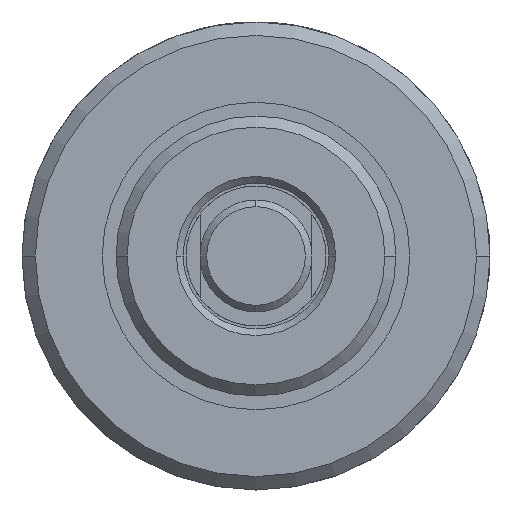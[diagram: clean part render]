
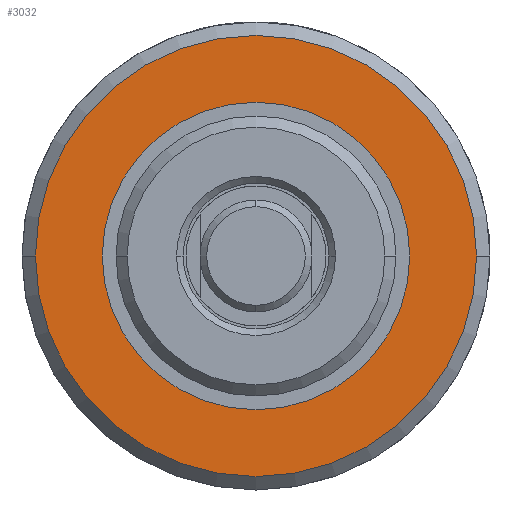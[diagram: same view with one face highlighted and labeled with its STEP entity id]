
A CAD part, left-side view. The second image highlights one B-rep face of the part: STEP entity #3032.
In plain terms, the highlighted planar face has unit normal (-1, 0, 0).
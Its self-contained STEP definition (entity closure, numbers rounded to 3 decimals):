
#21 = ORIENTED_EDGE ( 'NONE', *, *, #774, .T. ) ;
#435 = DIRECTION ( 'NONE',  ( 1., 0., 0. ) ) ;
#572 = CIRCLE ( 'NONE', #2268, 17.437 ) ;
#774 = EDGE_CURVE ( 'NONE', #4689, #1805, #572, .T. ) ;
#787 = AXIS2_PLACEMENT_3D ( 'NONE', #4414, #4905, #4101 ) ;
#891 = FACE_BOUND ( 'NONE', #2008, .T. ) ;
#926 = DIRECTION ( 'NONE',  ( 1., 0., 0. ) ) ;
#1286 = DIRECTION ( 'NONE',  ( 1., 0., 0. ) ) ;
#1288 = CIRCLE ( 'NONE', #2526, 17.437 ) ;
#1579 = ORIENTED_EDGE ( 'NONE', *, *, #4193, .F. ) ;
#1771 = FACE_OUTER_BOUND ( 'NONE', #5217, .T. ) ;
#1802 = DIRECTION ( 'NONE',  ( 0., 0., -1. ) ) ;
#1805 = VERTEX_POINT ( 'NONE', #3748 ) ;
#1808 = CARTESIAN_POINT ( 'NONE',  ( 20.574, 0., 0. ) ) ;
#2008 = EDGE_LOOP ( 'NONE', ( #3179, #21 ) ) ;
#2129 = DIRECTION ( 'NONE',  ( 0., 0., -1. ) ) ;
#2145 = DIRECTION ( 'NONE',  ( 0., 0., -1. ) ) ;
#2268 = AXIS2_PLACEMENT_3D ( 'NONE', #4781, #926, #1802 ) ;
#2526 = AXIS2_PLACEMENT_3D ( 'NONE', #4263, #435, #2145 ) ;
#2586 = PLANE ( 'NONE',  #4456 ) ;
#2674 = EDGE_CURVE ( 'NONE', #5397, #4887, #3190, .T. ) ;
#3032 = ADVANCED_FACE ( 'NONE', ( #1771, #891 ), #2586, .F. ) ;
#3072 = AXIS2_PLACEMENT_3D ( 'NONE', #1808, #3448, #3841 ) ;
#3179 = ORIENTED_EDGE ( 'NONE', *, *, #4991, .T. ) ;
#3190 = CIRCLE ( 'NONE', #787, 25.019 ) ;
#3448 = DIRECTION ( 'NONE',  ( 1., 0., 0. ) ) ;
#3748 = CARTESIAN_POINT ( 'NONE',  ( 20.574, 0., -17.437 ) ) ;
#3795 = CARTESIAN_POINT ( 'NONE',  ( 20.574, 0., 25.019 ) ) ;
#3799 = CIRCLE ( 'NONE', #3072, 25.019 ) ;
#3841 = DIRECTION ( 'NONE',  ( 0., 0., -1. ) ) ;
#4101 = DIRECTION ( 'NONE',  ( 0., 0., -1. ) ) ;
#4193 = EDGE_CURVE ( 'NONE', #4887, #5397, #3799, .T. ) ;
#4263 = CARTESIAN_POINT ( 'NONE',  ( 20.574, 0., 0. ) ) ;
#4414 = CARTESIAN_POINT ( 'NONE',  ( 20.574, 0., 0. ) ) ;
#4456 = AXIS2_PLACEMENT_3D ( 'NONE', #5099, #1286, #2129 ) ;
#4689 = VERTEX_POINT ( 'NONE', #5377 ) ;
#4757 = CARTESIAN_POINT ( 'NONE',  ( 20.574, 0., -25.019 ) ) ;
#4781 = CARTESIAN_POINT ( 'NONE',  ( 20.574, 0., 0. ) ) ;
#4887 = VERTEX_POINT ( 'NONE', #3795 ) ;
#4905 = DIRECTION ( 'NONE',  ( 1., 0., 0. ) ) ;
#4991 = EDGE_CURVE ( 'NONE', #1805, #4689, #1288, .T. ) ;
#5099 = CARTESIAN_POINT ( 'NONE',  ( 20.574, 0., 0. ) ) ;
#5217 = EDGE_LOOP ( 'NONE', ( #1579, #5337 ) ) ;
#5337 = ORIENTED_EDGE ( 'NONE', *, *, #2674, .F. ) ;
#5377 = CARTESIAN_POINT ( 'NONE',  ( 20.574, 0., 17.437 ) ) ;
#5397 = VERTEX_POINT ( 'NONE', #4757 ) ;
